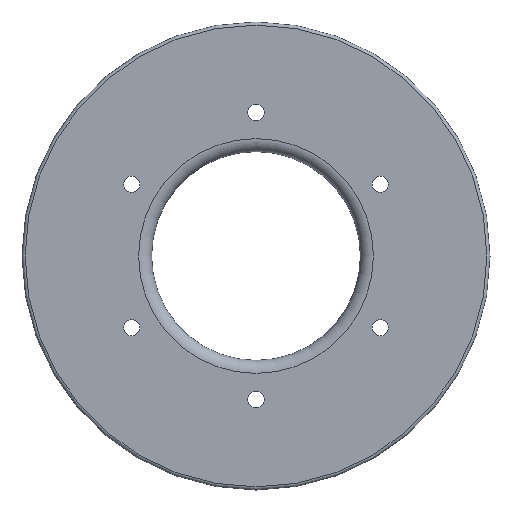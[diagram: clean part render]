
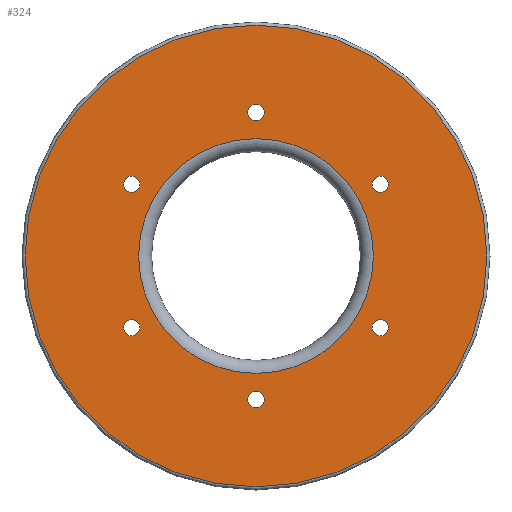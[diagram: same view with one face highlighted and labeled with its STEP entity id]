
A CAD part, front view. The second image highlights one B-rep face of the part: STEP entity #324.
In plain terms, the highlighted planar face has unit normal (0, -1, 0).
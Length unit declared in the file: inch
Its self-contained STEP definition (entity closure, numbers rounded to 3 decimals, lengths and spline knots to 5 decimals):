
#18=PLANE('',#355);
#35=FACE_BOUND('',#100,.T.);
#36=FACE_BOUND('',#101,.T.);
#37=FACE_BOUND('',#102,.T.);
#38=FACE_BOUND('',#103,.T.);
#39=FACE_BOUND('',#104,.T.);
#40=FACE_BOUND('',#105,.T.);
#41=FACE_BOUND('',#106,.T.);
#74=FACE_OUTER_BOUND('',#99,.T.);
#99=EDGE_LOOP('',(#254));
#100=EDGE_LOOP('',(#255));
#101=EDGE_LOOP('',(#256));
#102=EDGE_LOOP('',(#257));
#103=EDGE_LOOP('',(#258));
#104=EDGE_LOOP('',(#259));
#105=EDGE_LOOP('',(#260));
#106=EDGE_LOOP('',(#261));
#158=CIRCLE('',#352,1.125);
#160=CIRCLE('',#356,2.212);
#161=CIRCLE('',#357,0.078);
#162=CIRCLE('',#358,0.078);
#163=CIRCLE('',#359,0.078);
#164=CIRCLE('',#360,0.078);
#165=CIRCLE('',#361,0.078);
#166=CIRCLE('',#362,0.078);
#189=VERTEX_POINT('',#530);
#191=VERTEX_POINT('',#536);
#192=VERTEX_POINT('',#538);
#193=VERTEX_POINT('',#540);
#194=VERTEX_POINT('',#542);
#195=VERTEX_POINT('',#544);
#196=VERTEX_POINT('',#546);
#197=VERTEX_POINT('',#548);
#220=EDGE_CURVE('',#189,#189,#158,.T.);
#222=EDGE_CURVE('',#191,#191,#160,.T.);
#223=EDGE_CURVE('',#192,#192,#161,.T.);
#224=EDGE_CURVE('',#193,#193,#162,.T.);
#225=EDGE_CURVE('',#194,#194,#163,.T.);
#226=EDGE_CURVE('',#195,#195,#164,.T.);
#227=EDGE_CURVE('',#196,#196,#165,.T.);
#228=EDGE_CURVE('',#197,#197,#166,.T.);
#254=ORIENTED_EDGE('',*,*,#222,.F.);
#255=ORIENTED_EDGE('',*,*,#223,.T.);
#256=ORIENTED_EDGE('',*,*,#224,.T.);
#257=ORIENTED_EDGE('',*,*,#225,.T.);
#258=ORIENTED_EDGE('',*,*,#226,.T.);
#259=ORIENTED_EDGE('',*,*,#227,.T.);
#260=ORIENTED_EDGE('',*,*,#228,.T.);
#261=ORIENTED_EDGE('',*,*,#220,.F.);
#324=ADVANCED_FACE('',(#74,#35,#36,#37,#38,#39,#40,#41),#18,.T.);
#352=AXIS2_PLACEMENT_3D('',#531,#414,#415);
#355=AXIS2_PLACEMENT_3D('',#535,#420,#421);
#356=AXIS2_PLACEMENT_3D('',#537,#422,#423);
#357=AXIS2_PLACEMENT_3D('',#539,#424,#425);
#358=AXIS2_PLACEMENT_3D('',#541,#426,#427);
#359=AXIS2_PLACEMENT_3D('',#543,#428,#429);
#360=AXIS2_PLACEMENT_3D('',#545,#430,#431);
#361=AXIS2_PLACEMENT_3D('',#547,#432,#433);
#362=AXIS2_PLACEMENT_3D('',#549,#434,#435);
#414=DIRECTION('center_axis',(0.,-1.,0.));
#415=DIRECTION('ref_axis',(-1.,0.,0.));
#420=DIRECTION('center_axis',(0.,-1.,0.));
#421=DIRECTION('ref_axis',(0.,0.,-1.));
#422=DIRECTION('center_axis',(0.,1.,0.));
#423=DIRECTION('ref_axis',(-1.,0.,0.));
#424=DIRECTION('center_axis',(0.,1.,0.));
#425=DIRECTION('ref_axis',(1.,0.,0.));
#426=DIRECTION('center_axis',(0.,1.,0.));
#427=DIRECTION('ref_axis',(0.5,0.,-0.866));
#428=DIRECTION('center_axis',(0.,1.,0.));
#429=DIRECTION('ref_axis',(-0.5,0.,-0.866));
#430=DIRECTION('center_axis',(0.,1.,0.));
#431=DIRECTION('ref_axis',(-1.,0.,0.));
#432=DIRECTION('center_axis',(0.,1.,0.));
#433=DIRECTION('ref_axis',(-0.5,0.,0.866));
#434=DIRECTION('center_axis',(0.,1.,0.));
#435=DIRECTION('ref_axis',(0.5,0.,0.866));
#530=CARTESIAN_POINT('',(1.125,-9.0815,0.));
#531=CARTESIAN_POINT('Origin',(0.,-9.0815,0.));
#535=CARTESIAN_POINT('Origin',(0.,-9.0815,0.));
#536=CARTESIAN_POINT('',(2.212,-9.0815,0.));
#537=CARTESIAN_POINT('Origin',(0.,-9.0815,0.));
#538=CARTESIAN_POINT('',(0.078,-9.0815,-1.375));
#539=CARTESIAN_POINT('Origin',(0.,-9.0815,-1.375));
#540=CARTESIAN_POINT('',(-1.15178,-9.0815,-0.75505));
#541=CARTESIAN_POINT('Origin',(-1.19078,-9.0815,-0.6875));
#542=CARTESIAN_POINT('',(-1.22978,-9.0815,0.61995));
#543=CARTESIAN_POINT('Origin',(-1.19078,-9.0815,0.6875));
#544=CARTESIAN_POINT('',(-0.078,-9.0815,1.375));
#545=CARTESIAN_POINT('Origin',(0.,-9.0815,1.375));
#546=CARTESIAN_POINT('',(1.15178,-9.0815,0.75505));
#547=CARTESIAN_POINT('Origin',(1.19078,-9.0815,0.6875));
#548=CARTESIAN_POINT('',(1.22978,-9.0815,-0.61995));
#549=CARTESIAN_POINT('Origin',(1.19078,-9.0815,-0.6875));
